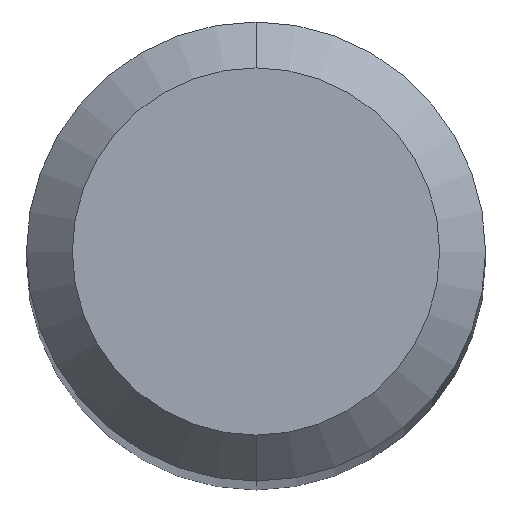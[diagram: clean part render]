
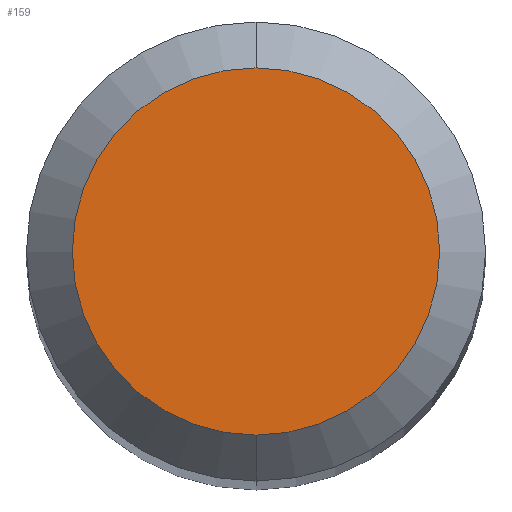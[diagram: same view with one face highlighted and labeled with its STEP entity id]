
A CAD part, top view. The second image highlights one B-rep face of the part: STEP entity #159.
In plain terms, the highlighted planar face has unit normal (0, 0, 1).
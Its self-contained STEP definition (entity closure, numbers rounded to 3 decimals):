
#127=VERTEX_POINT('',#266);
#137=EDGE_CURVE('',#127,#203,#278,.T.);
#145=EDGE_CURVE('',#203,#127,#287,.T.);
#159=ADVANCED_FACE('',(#303),#304,.T.);
#203=VERTEX_POINT('',#352);
#266=CARTESIAN_POINT('',(0.0,1.2,0.0));
#278=CIRCLE('',#438,1.2);
#287=CIRCLE('',#450,1.2);
#303=FACE_OUTER_BOUND('',#470,.T.);
#304=PLANE('',#471);
#352=CARTESIAN_POINT('',(0.,-1.2,0.0));
#438=AXIS2_PLACEMENT_3D('',#610,#611,#612);
#450=AXIS2_PLACEMENT_3D('',#627,#628,#629);
#470=EDGE_LOOP('',(#652,#653));
#471=AXIS2_PLACEMENT_3D('',#654,#655,#656);
#610=CARTESIAN_POINT('',(0.0,0.0,0.0));
#611=DIRECTION('',(0.0,0.0,-1.0));
#612=DIRECTION('',(0.0,1.0,0.0));
#627=CARTESIAN_POINT('',(0.0,0.0,0.0));
#628=DIRECTION('',(0.0,0.0,-1.0));
#629=DIRECTION('',(0.0,1.0,0.0));
#652=ORIENTED_EDGE('',*,*,#137,.F.);
#653=ORIENTED_EDGE('',*,*,#145,.F.);
#654=CARTESIAN_POINT('',(0.0,0.6,0.0));
#655=DIRECTION('',(-0.0,0.0,1.0));
#656=DIRECTION('',(0.0,-1.0,0.0));
